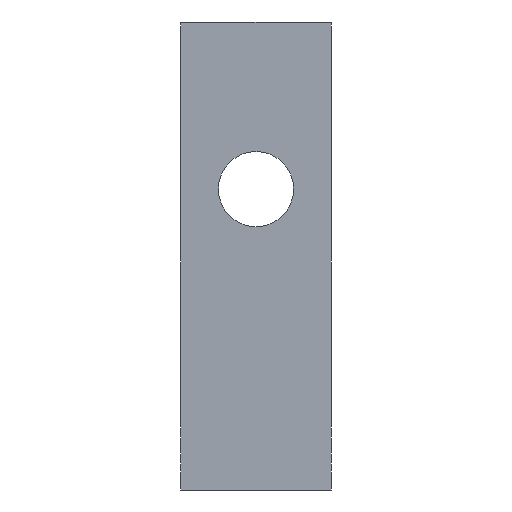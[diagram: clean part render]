
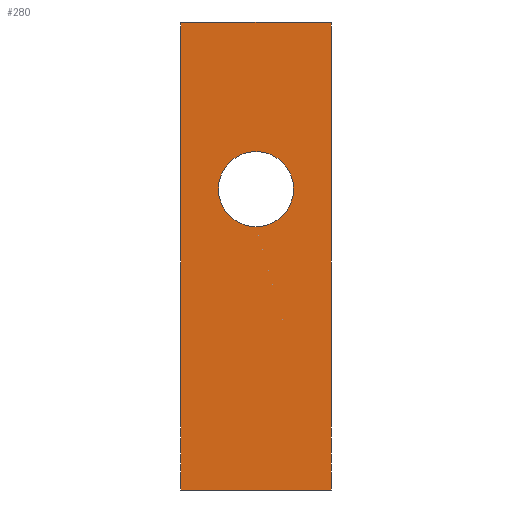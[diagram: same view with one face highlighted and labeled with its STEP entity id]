
A CAD part, front view. The second image highlights one B-rep face of the part: STEP entity #280.
In plain terms, the highlighted planar face has unit normal (0, -1, 0).
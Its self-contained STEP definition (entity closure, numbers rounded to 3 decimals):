
#22=PLANE('',#313);
#33=LINE('',#437,#54);
#35=LINE('',#441,#56);
#36=LINE('',#443,#57);
#37=LINE('',#445,#58);
#54=VECTOR('',#355,1000.);
#56=VECTOR('',#359,1000.);
#57=VECTOR('',#360,1000.);
#58=VECTOR('',#361,1000.);
#82=ORIENTED_EDGE('',*,*,#142,.T.);
#83=ORIENTED_EDGE('',*,*,#151,.T.);
#84=ORIENTED_EDGE('',*,*,#152,.F.);
#85=ORIENTED_EDGE('',*,*,#153,.F.);
#86=ORIENTED_EDGE('',*,*,#149,.T.);
#142=EDGE_CURVE('',#177,#177,#203,.T.);
#149=EDGE_CURVE('',#184,#183,#33,.T.);
#151=EDGE_CURVE('',#183,#185,#35,.T.);
#152=EDGE_CURVE('',#186,#185,#36,.T.);
#153=EDGE_CURVE('',#184,#186,#37,.T.);
#177=VERTEX_POINT('',#422);
#183=VERTEX_POINT('',#436);
#184=VERTEX_POINT('',#438);
#185=VERTEX_POINT('',#442);
#186=VERTEX_POINT('',#444);
#203=CIRCLE('',#307,4.5);
#220=EDGE_LOOP('',(#82));
#221=EDGE_LOOP('',(#83,#84,#85,#86));
#247=FACE_BOUND('',#220,.T.);
#248=FACE_BOUND('',#221,.T.);
#280=ADVANCED_FACE('',(#247,#248),#22,.F.);
#307=AXIS2_PLACEMENT_3D('',#421,#340,#341);
#313=AXIS2_PLACEMENT_3D('',#440,#357,#358);
#340=DIRECTION('',(0.,1.,0.));
#341=DIRECTION('',(1.,0.,0.));
#355=DIRECTION('',(-1.,0.,0.));
#357=DIRECTION('',(0.,1.,0.));
#358=DIRECTION('',(0.,0.,1.));
#359=DIRECTION('',(0.,0.,-1.));
#360=DIRECTION('',(-1.,0.,0.));
#361=DIRECTION('',(0.,0.,-1.));
#421=CARTESIAN_POINT('',(0.,0.,36.));
#422=CARTESIAN_POINT('',(4.5,0.,36.));
#436=CARTESIAN_POINT('',(-9.,0.,56.));
#437=CARTESIAN_POINT('',(9.,0.,56.));
#438=CARTESIAN_POINT('',(9.,0.,56.));
#440=CARTESIAN_POINT('',(9.,0.,56.));
#441=CARTESIAN_POINT('',(-9.,0.,56.));
#442=CARTESIAN_POINT('',(-9.,0.,0.));
#443=CARTESIAN_POINT('',(9.,0.,0.));
#444=CARTESIAN_POINT('',(9.,0.,0.));
#445=CARTESIAN_POINT('',(9.,0.,56.));
